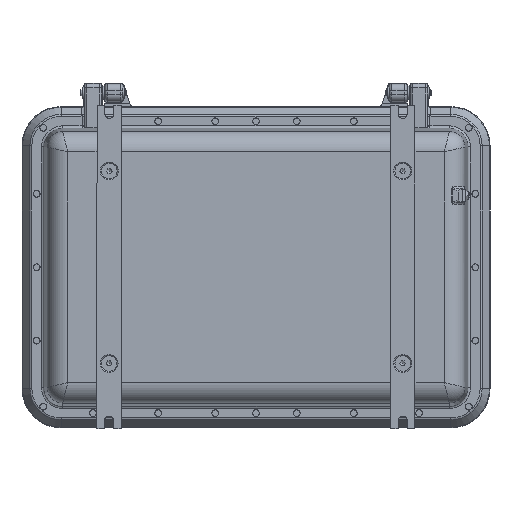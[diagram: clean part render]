
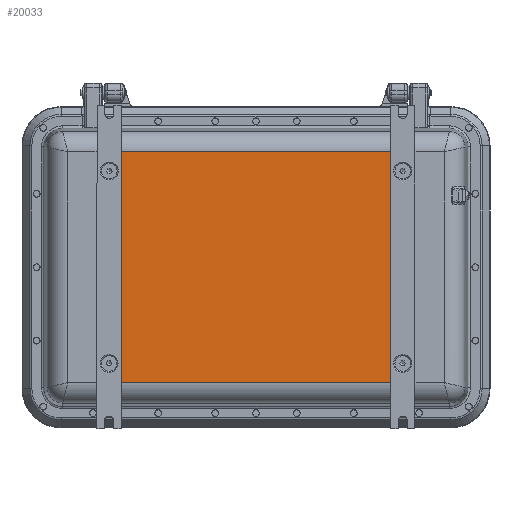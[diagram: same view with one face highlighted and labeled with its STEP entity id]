
A CAD part, front view. The second image highlights one B-rep face of the part: STEP entity #20033.
In plain terms, the highlighted planar face has unit normal (0, -1, 0).
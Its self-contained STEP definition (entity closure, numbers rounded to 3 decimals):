
#19463=CARTESIAN_POINT('',(-165.224,-197.,-141.537));
#19464=VERTEX_POINT('',#19463);
#19534=CARTESIAN_POINT('',(-164.98,-197.,141.537));
#19535=VERTEX_POINT('',#19534);
#19790=CARTESIAN_POINT('',(-164.98,-197.,141.537));
#19791=DIRECTION('',(-0.001,0.0,-1.));
#19792=VECTOR('',#19791,283.075);
#19793=LINE('',#19790,#19792);
#19794=EDGE_CURVE('',#19535,#19464,#19793,.T.);
#20003=CARTESIAN_POINT('',(0.0,-197.,0.0));
#20004=DIRECTION('',(0.0,-1.0,0.0));
#20005=DIRECTION('',(0.0,0.0,-1.0));
#20006=AXIS2_PLACEMENT_3D('',#20003,#20004,#20005);
#20007=PLANE('',#20006);
#20008=ORIENTED_EDGE('',*,*,#19794,.T.);
#20009=CARTESIAN_POINT('',(165.,-197.,-141.537));
#20010=VERTEX_POINT('',#20009);
#20011=CARTESIAN_POINT('',(-165.224,-197.,-141.537));
#20012=DIRECTION('',(1.0,0.0,0.0));
#20013=VECTOR('',#20012,330.224);
#20014=LINE('',#20011,#20013);
#20015=EDGE_CURVE('',#19464,#20010,#20014,.T.);
#20016=ORIENTED_EDGE('',*,*,#20015,.T.);
#20017=CARTESIAN_POINT('',(165.,-197.,141.537));
#20018=VERTEX_POINT('',#20017);
#20019=CARTESIAN_POINT('',(165.,-197.,-141.537));
#20020=DIRECTION('',(0.0,0.0,1.0));
#20021=VECTOR('',#20020,283.075);
#20022=LINE('',#20019,#20021);
#20023=EDGE_CURVE('',#20010,#20018,#20022,.T.);
#20024=ORIENTED_EDGE('',*,*,#20023,.T.);
#20025=CARTESIAN_POINT('',(165.,-197.,141.537));
#20026=DIRECTION('',(-1.0,0.0,0.0));
#20027=VECTOR('',#20026,329.98);
#20028=LINE('',#20025,#20027);
#20029=EDGE_CURVE('',#20018,#19535,#20028,.T.);
#20030=ORIENTED_EDGE('',*,*,#20029,.T.);
#20031=EDGE_LOOP('',(#20008,#20016,#20024,#20030));
#20032=FACE_OUTER_BOUND('',#20031,.T.);
#20033=ADVANCED_FACE('',(#20032),#20007,.T.);
